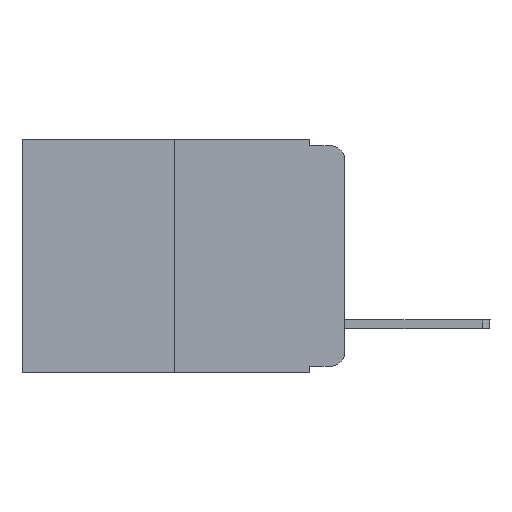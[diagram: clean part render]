
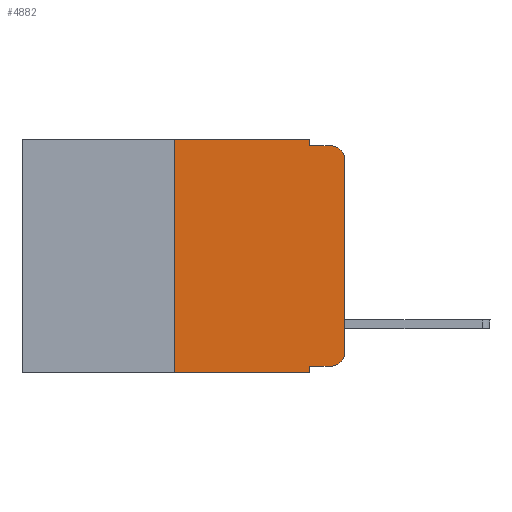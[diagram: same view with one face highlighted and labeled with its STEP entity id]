
A CAD part, left-side view. The second image highlights one B-rep face of the part: STEP entity #4882.
In plain terms, the highlighted planar face has unit normal (-1, 0, 0).
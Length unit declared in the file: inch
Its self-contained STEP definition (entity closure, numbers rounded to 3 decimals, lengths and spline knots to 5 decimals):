
#34 = DIRECTION ( 'NONE',  ( 1., 0., 0. ) ) ;
#145 = EDGE_CURVE ( 'NONE', #4023, #9690, #1275, .T. ) ;
#210 = EDGE_CURVE ( 'NONE', #5821, #1556, #10469, .T. ) ;
#274 = VERTEX_POINT ( 'NONE', #1039 ) ;
#382 = CARTESIAN_POINT ( 'NONE',  ( 0., 0.25, 0. ) ) ;
#443 = CARTESIAN_POINT ( 'NONE',  ( 0., 0., -0.313 ) ) ;
#511 = FACE_OUTER_BOUND ( 'NONE', #2107, .T. ) ;
#536 = CARTESIAN_POINT ( 'NONE',  ( 0., 0.051, -0.01 ) ) ;
#736 = CARTESIAN_POINT ( 'NONE',  ( 0., 0.051, -0.333 ) ) ;
#867 = CARTESIAN_POINT ( 'NONE',  ( 0., 0.051, 0. ) ) ;
#1015 = VERTEX_POINT ( 'NONE', #867 ) ;
#1039 = CARTESIAN_POINT ( 'NONE',  ( 0., 0.25, -0.343 ) ) ;
#1074 = CARTESIAN_POINT ( 'NONE',  ( 0., 0.02, -0.01 ) ) ;
#1085 = ORIENTED_EDGE ( 'NONE', *, *, #6589, .F. ) ;
#1275 = LINE ( 'NONE', #4279, #8402 ) ;
#1288 = VECTOR ( 'NONE', #3062, 39.37008 ) ;
#1366 = DIRECTION ( 'NONE',  ( 0., -1., 0. ) ) ;
#1556 = VERTEX_POINT ( 'NONE', #1074 ) ;
#1843 = EDGE_CURVE ( 'NONE', #274, #8168, #3121, .T. ) ;
#1964 = EDGE_CURVE ( 'NONE', #274, #9690, #6612, .T. ) ;
#2107 = EDGE_LOOP ( 'NONE', ( #4871, #2192, #9350, #3994, #1085, #6834, #7425, #7260, #8037, #3854 ) ) ;
#2192 = ORIENTED_EDGE ( 'NONE', *, *, #210, .T. ) ;
#2508 = DIRECTION ( 'NONE',  ( 0., 0., -1. ) ) ;
#2605 = EDGE_CURVE ( 'NONE', #9377, #5821, #9069, .T. ) ;
#2723 = CARTESIAN_POINT ( 'NONE',  ( 0., 0.051, 0. ) ) ;
#3062 = DIRECTION ( 'NONE',  ( 0., 0., 1. ) ) ;
#3090 = CARTESIAN_POINT ( 'NONE',  ( 0., 0.473, -0.343 ) ) ;
#3121 = LINE ( 'NONE', #4860, #7518 ) ;
#3265 = CARTESIAN_POINT ( 'NONE',  ( 0., 0.473, 0. ) ) ;
#3574 = LINE ( 'NONE', #2723, #6677 ) ;
#3640 = VECTOR ( 'NONE', #4744, 39.37008 ) ;
#3682 = EDGE_CURVE ( 'NONE', #4023, #5404, #5931, .T. ) ;
#3787 = AXIS2_PLACEMENT_3D ( 'NONE', #6369, #7139, #4574 ) ;
#3854 = ORIENTED_EDGE ( 'NONE', *, *, #5457, .T. ) ;
#3994 = ORIENTED_EDGE ( 'NONE', *, *, #9792, .F. ) ;
#4023 = VERTEX_POINT ( 'NONE', #736 ) ;
#4279 = CARTESIAN_POINT ( 'NONE',  ( 0., 0.051, 0. ) ) ;
#4574 = DIRECTION ( 'NONE',  ( 0., 0., -1. ) ) ;
#4615 = LINE ( 'NONE', #8903, #5004 ) ;
#4744 = DIRECTION ( 'NONE',  ( 0., -1., 0. ) ) ;
#4780 = CARTESIAN_POINT ( 'NONE',  ( 0., 0., 0. ) ) ;
#4860 = CARTESIAN_POINT ( 'NONE',  ( 0., 0.25, 0. ) ) ;
#4871 = ORIENTED_EDGE ( 'NONE', *, *, #2605, .T. ) ;
#4882 = ADVANCED_FACE ( 'NONE', ( #511 ), #4967, .F. ) ;
#4967 = PLANE ( 'NONE',  #10218 ) ;
#5004 = VECTOR ( 'NONE', #6494, 39.37008 ) ;
#5011 = CIRCLE ( 'NONE', #5492, 0.02 ) ;
#5404 = VERTEX_POINT ( 'NONE', #5880 ) ;
#5457 = EDGE_CURVE ( 'NONE', #5404, #9377, #5011, .T. ) ;
#5492 = AXIS2_PLACEMENT_3D ( 'NONE', #8543, #7725, #5989 ) ;
#5591 = EDGE_CURVE ( 'NONE', #10605, #1556, #4615, .T. ) ;
#5821 = VERTEX_POINT ( 'NONE', #9151 ) ;
#5880 = CARTESIAN_POINT ( 'NONE',  ( 0., 0.02, -0.333 ) ) ;
#5931 = LINE ( 'NONE', #9830, #8544 ) ;
#5989 = DIRECTION ( 'NONE',  ( 0., 0., -1. ) ) ;
#6369 = CARTESIAN_POINT ( 'NONE',  ( 0., 0.02, -0.03 ) ) ;
#6494 = DIRECTION ( 'NONE',  ( 0., -1., 0. ) ) ;
#6529 = LINE ( 'NONE', #8766, #8759 ) ;
#6550 = DIRECTION ( 'NONE',  ( 0., 0., -1. ) ) ;
#6589 = EDGE_CURVE ( 'NONE', #8168, #1015, #6529, .T. ) ;
#6612 = LINE ( 'NONE', #3090, #3640 ) ;
#6677 = VECTOR ( 'NONE', #6876, 39.37008 ) ;
#6834 = ORIENTED_EDGE ( 'NONE', *, *, #1843, .F. ) ;
#6876 = DIRECTION ( 'NONE',  ( 0., 0., -1. ) ) ;
#7139 = DIRECTION ( 'NONE',  ( -1., 0., 0. ) ) ;
#7260 = ORIENTED_EDGE ( 'NONE', *, *, #145, .F. ) ;
#7425 = ORIENTED_EDGE ( 'NONE', *, *, #1964, .T. ) ;
#7496 = CARTESIAN_POINT ( 'NONE',  ( 0., 0.051, -0.343 ) ) ;
#7518 = VECTOR ( 'NONE', #10663, 39.37008 ) ;
#7725 = DIRECTION ( 'NONE',  ( -1., 0., 0. ) ) ;
#8037 = ORIENTED_EDGE ( 'NONE', *, *, #3682, .T. ) ;
#8168 = VERTEX_POINT ( 'NONE', #382 ) ;
#8402 = VECTOR ( 'NONE', #6550, 39.37008 ) ;
#8543 = CARTESIAN_POINT ( 'NONE',  ( 0., 0.02, -0.313 ) ) ;
#8544 = VECTOR ( 'NONE', #9082, 39.37008 ) ;
#8759 = VECTOR ( 'NONE', #1366, 39.37008 ) ;
#8766 = CARTESIAN_POINT ( 'NONE',  ( 0., 0.473, 0. ) ) ;
#8903 = CARTESIAN_POINT ( 'NONE',  ( 0., 0.051, -0.01 ) ) ;
#9069 = LINE ( 'NONE', #4780, #1288 ) ;
#9082 = DIRECTION ( 'NONE',  ( 0., -1., 0. ) ) ;
#9151 = CARTESIAN_POINT ( 'NONE',  ( 0., 0., -0.03 ) ) ;
#9350 = ORIENTED_EDGE ( 'NONE', *, *, #5591, .F. ) ;
#9377 = VERTEX_POINT ( 'NONE', #443 ) ;
#9690 = VERTEX_POINT ( 'NONE', #7496 ) ;
#9792 = EDGE_CURVE ( 'NONE', #1015, #10605, #3574, .T. ) ;
#9830 = CARTESIAN_POINT ( 'NONE',  ( 0., 0.051, -0.333 ) ) ;
#10218 = AXIS2_PLACEMENT_3D ( 'NONE', #3265, #34, #2508 ) ;
#10469 = CIRCLE ( 'NONE', #3787, 0.02 ) ;
#10605 = VERTEX_POINT ( 'NONE', #536 ) ;
#10663 = DIRECTION ( 'NONE',  ( 0., 0., 1. ) ) ;
